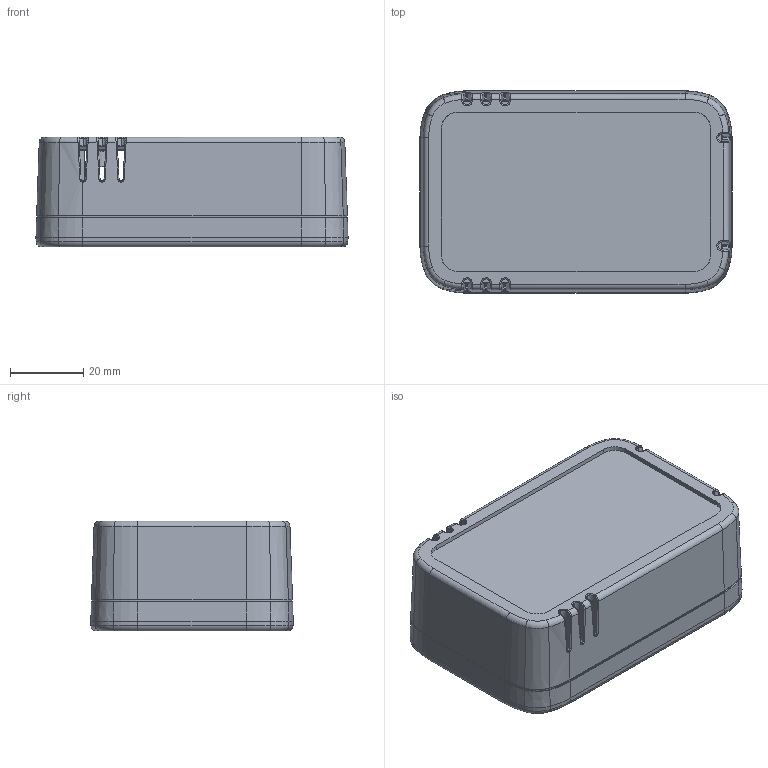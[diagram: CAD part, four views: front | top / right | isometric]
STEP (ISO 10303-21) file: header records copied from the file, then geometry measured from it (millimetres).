
FILE_DESCRIPTION(/* description */ (''),/* implementation_level */ '2;1');
FILE_NAME(/* name */ '16296603_BL 855530 L-9003.stp',/* time_stamp */ '2024-04-11T13:12:57+02:00',/* author */ ('luedemann'),/* organization */ (''),/* preprocessor_version */ 'ST-DEVELOPER v18.1',/* originating_system */ 'Autodesk Inventor 2022',/* authorisation */ '');
FILE_SCHEMA (('AUTOMOTIVE_DESIGN { 1 0 10303 214 3 1 1 }'));
Products named in the file (4): 2804826; 2804826_UT; 2804826_OT; SHR Z KT30X12 WN 1452 A2 MG
Assembly tree (6 placements, depth 2):
  2804826
    2804826_UT
    2804826_OT
    SHR Z KT30X12 WN 1452 A2 MG  x4
Bounding box: 85.38 x 55.38 x 30 mm (x, y, z)
Volume: 39775.7 mm3; surface area: 37624.3 mm2
Topology: 6 solids, 6 shells, 1391 faces, 3601 edges, 2279 vertices
Faces by surface type: plane 378, bspline 359, cylinder 259, cone 221, torus 154, sphere 20
Full cylindrical faces by diameter (mm): 2.085 x32, 2.345 x4, 2.93 x4, 3 x24, 5.3 x4
Entity records: 54935 total; most frequent: CARTESIAN_POINT 29640, ORIENTED_EDGE 5502, DIRECTION 5043, EDGE_CURVE 2751, AXIS2_PLACEMENT_3D 2019, VERTEX_POINT 1724, EDGE_LOOP 1149, FACE_OUTER_BOUND 1079
